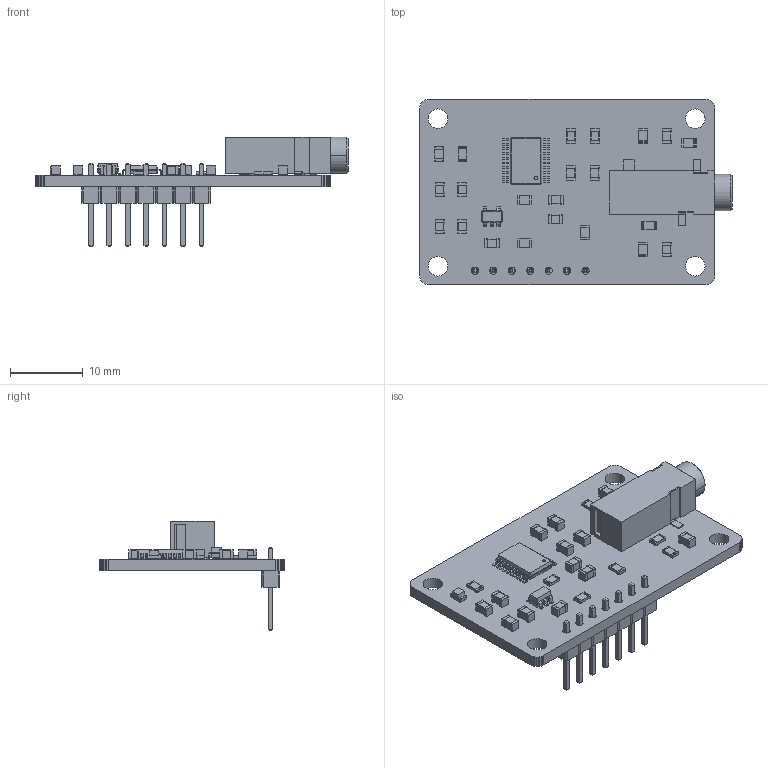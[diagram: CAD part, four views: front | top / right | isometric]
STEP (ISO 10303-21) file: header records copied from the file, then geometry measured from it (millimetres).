
FILE_DESCRIPTION(('KiCad electronic assembly'),'2;1');
FILE_NAME('PCM510xA_I2S_DAC.step','2023-12-28T10:06:02',('Pcbnew'),( 'Kicad'),'Open CASCADE STEP processor 7.7','KiCad to STEP converter' ,'Unknown');
FILE_SCHEMA(('AUTOMOTIVE_DESIGN { 1 0 10303 214 1 1 1 1 }'));
Length unit declared in the file: millimetre
Products named in the file (16): PCM510xA_I2S_DAC 1; LED_0805_2012Metric; SOLID; R_0805_2012Metric; C_0805_2012Metric; PinHeader_1x07_P2.54mm_Vertical; TSSOP-20_4.4x6.5mm_P0.65mm; 3_5mm_TRS_SJ-3523-SMT-TR; COMPOUND; SOT-23-5; PCM510xA_I2S_DAC PCB
Assembly tree (34 placements, depth 3):
  PCM510xA_I2S_DAC 1
    LED_0805_2012Metric
      SOLID
    R_0805_2012Metric  x8
      SOLID
    C_0805_2012Metric  x13
      SOLID
    PinHeader_1x07_P2.54mm_Vertical
      SOLID
    TSSOP-20_4.4x6.5mm_P0.65mm
      SOLID
    3_5mm_TRS_SJ-3523-SMT-TR
      COMPOUND
    SOT-23-5
      SOLID
    PCM510xA_I2S_DAC PCB
Bounding box: 43.09 x 25.53 x 15.12 mm (x, y, z)
Volume: 2166.3 mm3; surface area: 3755.6 mm2
Topology: 30 solids, 30 shells, 1386 faces, 3573 edges, 2292 vertices
Faces by surface type: plane 948, cylinder 357, bspline 73, cone 4, torus 4
Full cylindrical faces by diameter (mm): 0.5 x1, 1 x7, 1.7 x2, 2.7 x4
Entity records: 60810 total; most frequent: CARTESIAN_POINT 10618, DIRECTION 8291, LINE 5830, VECTOR 5830, ORIENTED_EDGE 4466, PCURVE 4466, DEFINITIONAL_REPRESENTATION 4466, EDGE_CURVE 2233
